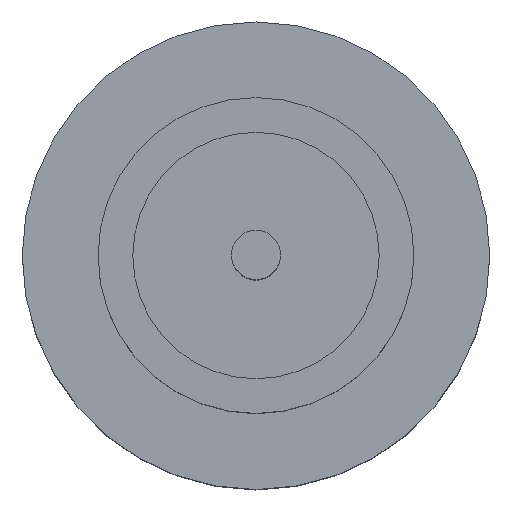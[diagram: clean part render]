
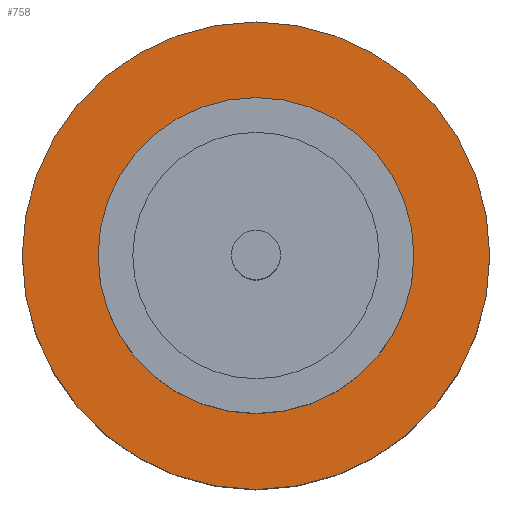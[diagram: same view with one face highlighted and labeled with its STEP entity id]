
A CAD part, top view. The second image highlights one B-rep face of the part: STEP entity #758.
In plain terms, the highlighted planar face has unit normal (0, 0, 1).
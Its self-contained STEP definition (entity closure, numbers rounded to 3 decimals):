
#22 = DIRECTION ( 'NONE',  ( 1., 0., 0. ) ) ;
#36 = EDGE_CURVE ( 'NONE', #328, #760, #370, .T. ) ;
#45 = ORIENTED_EDGE ( 'NONE', *, *, #364, .T. ) ;
#78 = DIRECTION ( 'NONE',  ( 1., 0., 0. ) ) ;
#83 = CARTESIAN_POINT ( 'NONE',  ( -1.25, 0., 1.55 ) ) ;
#95 = ORIENTED_EDGE ( 'NONE', *, *, #848, .T. ) ;
#102 = CIRCLE ( 'NONE', #288, 1.85 ) ;
#143 = CARTESIAN_POINT ( 'NONE',  ( 0., 0., 1.55 ) ) ;
#145 = DIRECTION ( 'NONE',  ( 0., 0., 1. ) ) ;
#181 = DIRECTION ( 'NONE',  ( 0., 0., 1. ) ) ;
#222 = ORIENTED_EDGE ( 'NONE', *, *, #783, .F. ) ;
#232 = FACE_BOUND ( 'NONE', #445, .T. ) ;
#242 = AXIS2_PLACEMENT_3D ( 'NONE', #143, #279, #78 ) ;
#277 = AXIS2_PLACEMENT_3D ( 'NONE', #577, #181, #387 ) ;
#279 = DIRECTION ( 'NONE',  ( 0., 0., 1. ) ) ;
#288 = AXIS2_PLACEMENT_3D ( 'NONE', #612, #677, #22 ) ;
#289 = PLANE ( 'NONE',  #628 ) ;
#328 = VERTEX_POINT ( 'NONE', #414 ) ;
#364 = EDGE_CURVE ( 'NONE', #847, #671, #508, .T. ) ;
#366 = CARTESIAN_POINT ( 'NONE',  ( 1.85, 0., 1.55 ) ) ;
#370 = CIRCLE ( 'NONE', #277, 1.25 ) ;
#387 = DIRECTION ( 'NONE',  ( 1., 0., 0. ) ) ;
#402 = CIRCLE ( 'NONE', #242, 1.25 ) ;
#414 = CARTESIAN_POINT ( 'NONE',  ( 1.25, 0., 1.55 ) ) ;
#427 = DIRECTION ( 'NONE',  ( 0., 0., 1. ) ) ;
#439 = EDGE_LOOP ( 'NONE', ( #95, #45 ) ) ;
#445 = EDGE_LOOP ( 'NONE', ( #833, #222 ) ) ;
#489 = DIRECTION ( 'NONE',  ( 1., 0., 0. ) ) ;
#508 = CIRCLE ( 'NONE', #532, 1.85 ) ;
#532 = AXIS2_PLACEMENT_3D ( 'NONE', #624, #427, #489 ) ;
#577 = CARTESIAN_POINT ( 'NONE',  ( 0., 0., 1.55 ) ) ;
#612 = CARTESIAN_POINT ( 'NONE',  ( 0., 0., 1.55 ) ) ;
#624 = CARTESIAN_POINT ( 'NONE',  ( 0., 0., 1.55 ) ) ;
#628 = AXIS2_PLACEMENT_3D ( 'NONE', #736, #145, #793 ) ;
#671 = VERTEX_POINT ( 'NONE', #782 ) ;
#677 = DIRECTION ( 'NONE',  ( 0., 0., 1. ) ) ;
#680 = FACE_OUTER_BOUND ( 'NONE', #439, .T. ) ;
#736 = CARTESIAN_POINT ( 'NONE',  ( 0., 0., 1.55 ) ) ;
#758 = ADVANCED_FACE ( 'NONE', ( #232, #680 ), #289, .T. ) ;
#760 = VERTEX_POINT ( 'NONE', #83 ) ;
#782 = CARTESIAN_POINT ( 'NONE',  ( -1.85, 0., 1.55 ) ) ;
#783 = EDGE_CURVE ( 'NONE', #760, #328, #402, .T. ) ;
#793 = DIRECTION ( 'NONE',  ( 1., 0., 0. ) ) ;
#833 = ORIENTED_EDGE ( 'NONE', *, *, #36, .F. ) ;
#847 = VERTEX_POINT ( 'NONE', #366 ) ;
#848 = EDGE_CURVE ( 'NONE', #671, #847, #102, .T. ) ;
